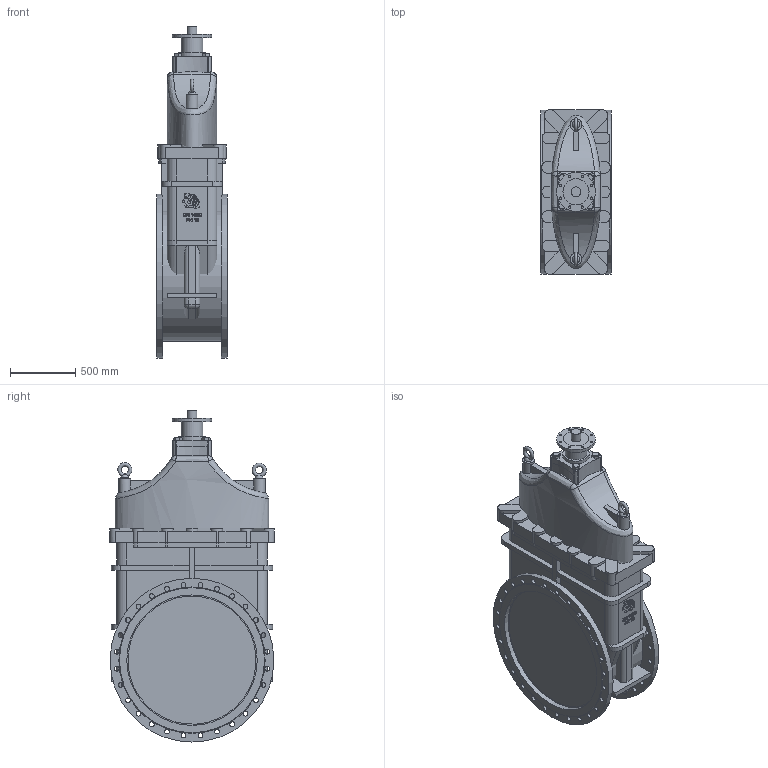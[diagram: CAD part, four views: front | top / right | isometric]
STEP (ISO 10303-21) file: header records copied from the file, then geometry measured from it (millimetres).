
FILE_DESCRIPTION(('STEP AP203'), '1');
FILE_NAME('3D_102-1000-10_1', '', ('UNSPECIFIED'), ('UNSPECIFIED'), 'C3D Converter', 'C3D Toolkit', '');
FILE_SCHEMA(('CONFIG_CONTROL_DESIGN'));
Length unit declared in the file: millimetre
Bounding box: 550 x 1261.46 x 2545.5 mm (x, y, z)
Volume: 1270351197.9 mm3; surface area: 13659120 mm2
Topology: 17 solids, 17 shells, 4147 faces, 12261 edges, 8169 vertices
Faces by surface type: plane 3968, cylinder 156, sphere 8, cone 6, bspline 5, torus 4
Full cylindrical faces by diameter (mm): 18 x8, 37 x56, 75 x1, 90.104 x2, 165.894 x1, 200 x1, 201.834 x1, 300 x1, 982.136 x1, 1000 x3, 1255 x2
Entity records: 183699 total; most frequent: CARTESIAN_POINT 39509, ORIENTED_EDGE 24336, DIRECTION 20683, EDGE_CURVE 12168, LINE 11701, VECTOR 11701, VERTEX_POINT 8165, AXIS2_PLACEMENT_3D 4491
